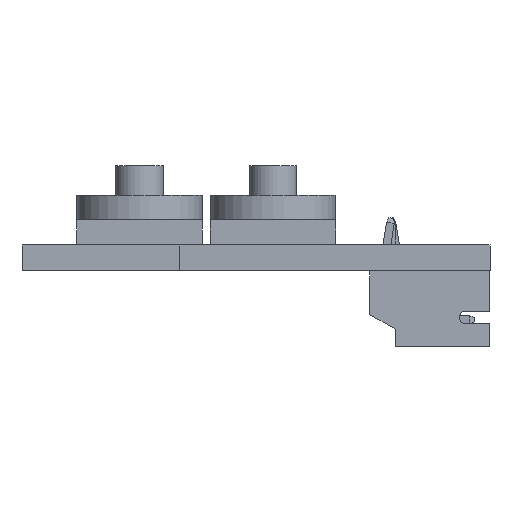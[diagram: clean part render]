
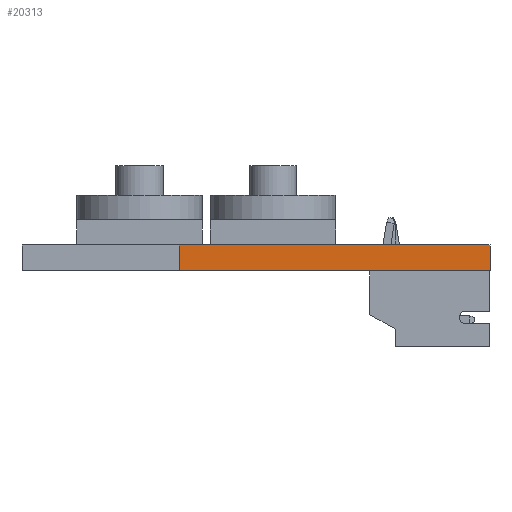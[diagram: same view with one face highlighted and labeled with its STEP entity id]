
A CAD part, front view. The second image highlights one B-rep face of the part: STEP entity #20313.
In plain terms, the highlighted planar face has unit normal (0, -1, 0).
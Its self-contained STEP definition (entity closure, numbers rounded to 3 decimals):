
#11083 = PLANE('',#11084);
#11084 = AXIS2_PLACEMENT_3D('',#11085,#11086,#11087);
#11085 = CARTESIAN_POINT('',(125.037,-89.39,1.6));
#11086 = DIRECTION('',(-0.,-0.,-1.));
#11087 = DIRECTION('',(-1.,0.,0.));
#11137 = PLANE('',#11138);
#11138 = AXIS2_PLACEMENT_3D('',#11139,#11140,#11141);
#11139 = CARTESIAN_POINT('',(125.037,-89.39,0.));
#11140 = DIRECTION('',(-0.,-0.,-1.));
#11141 = DIRECTION('',(-1.,0.,0.));
#11442 = VERTEX_POINT('',#11443);
#11443 = CARTESIAN_POINT('',(139.,-140.65,0.));
#11457 = PLANE('',#11458);
#11458 = AXIS2_PLACEMENT_3D('',#11459,#11460,#11461);
#11459 = CARTESIAN_POINT('',(139.,-128.65,0.));
#11460 = DIRECTION('',(1.,0.,-0.));
#11461 = DIRECTION('',(0.,-1.,0.));
#11469 = EDGE_CURVE('',#11442,#11470,#11472,.T.);
#11470 = VERTEX_POINT('',#11471);
#11471 = CARTESIAN_POINT('',(119.22,-140.65,0.));
#11472 = SURFACE_CURVE('',#11473,(#11477,#11484),.PCURVE_S1.);
#11473 = LINE('',#11474,#11475);
#11474 = CARTESIAN_POINT('',(139.,-140.65,0.));
#11475 = VECTOR('',#11476,1.);
#11476 = DIRECTION('',(-1.,0.,0.));
#11477 = PCURVE('',#11137,#11478);
#11478 = DEFINITIONAL_REPRESENTATION('',(#11479),#11483);
#11479 = LINE('',#11480,#11481);
#11480 = CARTESIAN_POINT('',(-13.963,-51.26));
#11481 = VECTOR('',#11482,1.);
#11482 = DIRECTION('',(1.,0.));
#11483 = ( GEOMETRIC_REPRESENTATION_CONTEXT(2) 
PARAMETRIC_REPRESENTATION_CONTEXT() REPRESENTATION_CONTEXT('2D SPACE',''
  ) );
#11484 = PCURVE('',#11485,#11490);
#11485 = PLANE('',#11486);
#11486 = AXIS2_PLACEMENT_3D('',#11487,#11488,#11489);
#11487 = CARTESIAN_POINT('',(139.,-140.65,0.));
#11488 = DIRECTION('',(0.,-1.,0.));
#11489 = DIRECTION('',(-1.,0.,0.));
#11490 = DEFINITIONAL_REPRESENTATION('',(#11491),#11495);
#11491 = LINE('',#11492,#11493);
#11492 = CARTESIAN_POINT('',(0.,-0.));
#11493 = VECTOR('',#11494,1.);
#11494 = DIRECTION('',(1.,0.));
#11495 = ( GEOMETRIC_REPRESENTATION_CONTEXT(2) 
PARAMETRIC_REPRESENTATION_CONTEXT() REPRESENTATION_CONTEXT('2D SPACE',''
  ) );
#11513 = PLANE('',#11514);
#11514 = AXIS2_PLACEMENT_3D('',#11515,#11516,#11517);
#11515 = CARTESIAN_POINT('',(119.22,-140.65,0.));
#11516 = DIRECTION('',(-1.,0.,0.));
#11517 = DIRECTION('',(0.,1.,0.));
#16184 = VERTEX_POINT('',#16185);
#16185 = CARTESIAN_POINT('',(139.,-140.65,1.6));
#16206 = EDGE_CURVE('',#16184,#16207,#16209,.T.);
#16207 = VERTEX_POINT('',#16208);
#16208 = CARTESIAN_POINT('',(119.22,-140.65,1.6));
#16209 = SURFACE_CURVE('',#16210,(#16214,#16221),.PCURVE_S1.);
#16210 = LINE('',#16211,#16212);
#16211 = CARTESIAN_POINT('',(139.,-140.65,1.6));
#16212 = VECTOR('',#16213,1.);
#16213 = DIRECTION('',(-1.,0.,0.));
#16214 = PCURVE('',#11083,#16215);
#16215 = DEFINITIONAL_REPRESENTATION('',(#16216),#16220);
#16216 = LINE('',#16217,#16218);
#16217 = CARTESIAN_POINT('',(-13.963,-51.26));
#16218 = VECTOR('',#16219,1.);
#16219 = DIRECTION('',(1.,0.));
#16220 = ( GEOMETRIC_REPRESENTATION_CONTEXT(2) 
PARAMETRIC_REPRESENTATION_CONTEXT() REPRESENTATION_CONTEXT('2D SPACE',''
  ) );
#16221 = PCURVE('',#11485,#16222);
#16222 = DEFINITIONAL_REPRESENTATION('',(#16223),#16227);
#16223 = LINE('',#16224,#16225);
#16224 = CARTESIAN_POINT('',(0.,-1.6));
#16225 = VECTOR('',#16226,1.);
#16226 = DIRECTION('',(1.,0.));
#16227 = ( GEOMETRIC_REPRESENTATION_CONTEXT(2) 
PARAMETRIC_REPRESENTATION_CONTEXT() REPRESENTATION_CONTEXT('2D SPACE',''
  ) );
#20263 = EDGE_CURVE('',#11470,#16207,#20264,.T.);
#20264 = SURFACE_CURVE('',#20265,(#20269,#20276),.PCURVE_S1.);
#20265 = LINE('',#20266,#20267);
#20266 = CARTESIAN_POINT('',(119.22,-140.65,0.));
#20267 = VECTOR('',#20268,1.);
#20268 = DIRECTION('',(0.,0.,1.));
#20269 = PCURVE('',#11513,#20270);
#20270 = DEFINITIONAL_REPRESENTATION('',(#20271),#20275);
#20271 = LINE('',#20272,#20273);
#20272 = CARTESIAN_POINT('',(0.,0.));
#20273 = VECTOR('',#20274,1.);
#20274 = DIRECTION('',(0.,-1.));
#20275 = ( GEOMETRIC_REPRESENTATION_CONTEXT(2) 
PARAMETRIC_REPRESENTATION_CONTEXT() REPRESENTATION_CONTEXT('2D SPACE',''
  ) );
#20276 = PCURVE('',#11485,#20277);
#20277 = DEFINITIONAL_REPRESENTATION('',(#20278),#20282);
#20278 = LINE('',#20279,#20280);
#20279 = CARTESIAN_POINT('',(19.78,0.));
#20280 = VECTOR('',#20281,1.);
#20281 = DIRECTION('',(0.,-1.));
#20282 = ( GEOMETRIC_REPRESENTATION_CONTEXT(2) 
PARAMETRIC_REPRESENTATION_CONTEXT() REPRESENTATION_CONTEXT('2D SPACE',''
  ) );
#20292 = EDGE_CURVE('',#11442,#16184,#20293,.T.);
#20293 = SURFACE_CURVE('',#20294,(#20298,#20305),.PCURVE_S1.);
#20294 = LINE('',#20295,#20296);
#20295 = CARTESIAN_POINT('',(139.,-140.65,0.));
#20296 = VECTOR('',#20297,1.);
#20297 = DIRECTION('',(0.,0.,1.));
#20298 = PCURVE('',#11457,#20299);
#20299 = DEFINITIONAL_REPRESENTATION('',(#20300),#20304);
#20300 = LINE('',#20301,#20302);
#20301 = CARTESIAN_POINT('',(12.,0.));
#20302 = VECTOR('',#20303,1.);
#20303 = DIRECTION('',(0.,-1.));
#20304 = ( GEOMETRIC_REPRESENTATION_CONTEXT(2) 
PARAMETRIC_REPRESENTATION_CONTEXT() REPRESENTATION_CONTEXT('2D SPACE',''
  ) );
#20305 = PCURVE('',#11485,#20306);
#20306 = DEFINITIONAL_REPRESENTATION('',(#20307),#20311);
#20307 = LINE('',#20308,#20309);
#20308 = CARTESIAN_POINT('',(0.,-0.));
#20309 = VECTOR('',#20310,1.);
#20310 = DIRECTION('',(0.,-1.));
#20311 = ( GEOMETRIC_REPRESENTATION_CONTEXT(2) 
PARAMETRIC_REPRESENTATION_CONTEXT() REPRESENTATION_CONTEXT('2D SPACE',''
  ) );
#20313 = ADVANCED_FACE('',(#20314),#11485,.T.);
#20314 = FACE_BOUND('',#20315,.T.);
#20315 = EDGE_LOOP('',(#20316,#20317,#20318,#20319));
#20316 = ORIENTED_EDGE('',*,*,#20292,.T.);
#20317 = ORIENTED_EDGE('',*,*,#16206,.T.);
#20318 = ORIENTED_EDGE('',*,*,#20263,.F.);
#20319 = ORIENTED_EDGE('',*,*,#11469,.F.);
